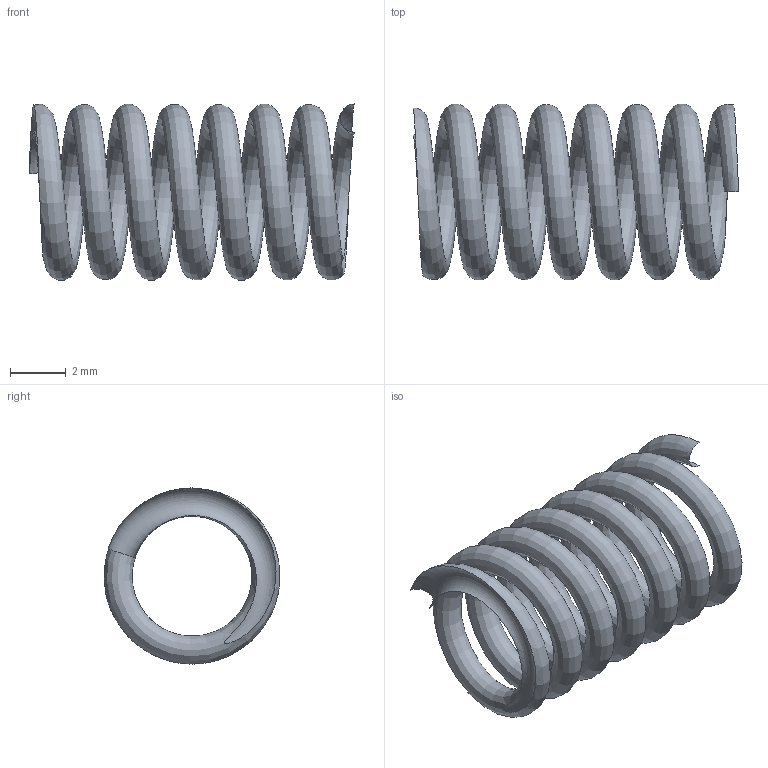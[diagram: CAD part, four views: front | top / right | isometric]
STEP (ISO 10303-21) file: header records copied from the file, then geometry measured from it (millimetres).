
FILE_DESCRIPTION(('FreeCAD Model'),'2;1');
FILE_NAME('Idler_tension_screw.step' ,'2017-12-15T11:10:50',('Author'),(''), 'Open CASCADE STEP processor 6.9','FreeCAD','Unknown');
FILE_SCHEMA(('AUTOMOTIVE_DESIGN { 1 0 10303 214 1 1 1 1 }'));
Length unit declared in the file: millimetre
Products named in the file (1): SOLID001
Bounding box: 11.7 x 6.33 x 6.34 mm (x, y, z)
Volume: 91.4 mm3; surface area: 387.3 mm2
Topology: 1 solids, 1 shells, 3 faces, 7 edges, 6 vertices
Faces by surface type: torus 2, bspline 1
Entity records: 1930 total; most frequent: CARTESIAN_POINT 1782, DIRECTION 17, ORIENTED_EDGE 14, PCURVE 14, DEFINITIONAL_REPRESENTATION 14, B_SPLINE_CURVE_WITH_KNOTS 13, EDGE_CURVE 7, AXIS2_PLACEMENT_3D 6
